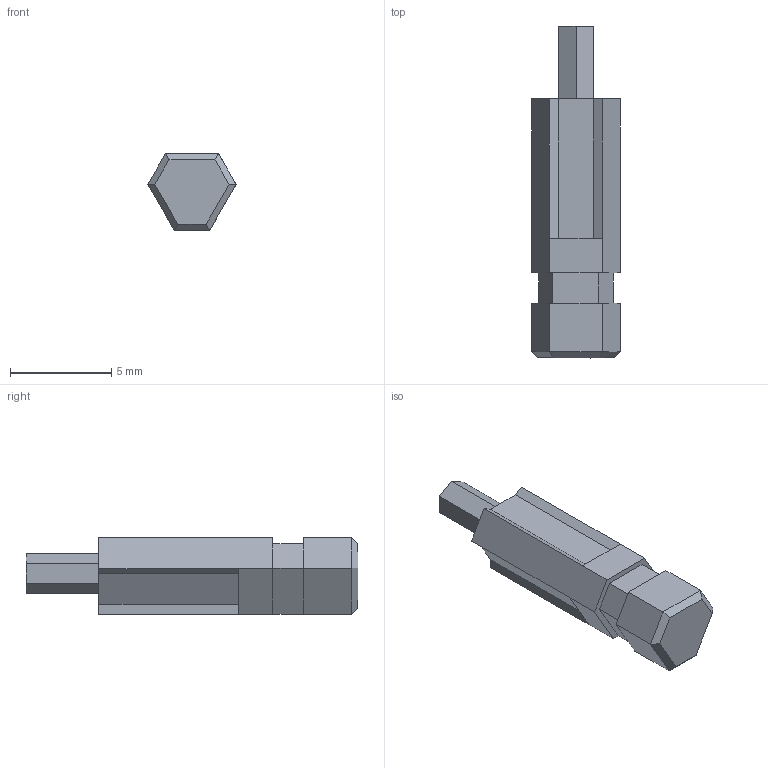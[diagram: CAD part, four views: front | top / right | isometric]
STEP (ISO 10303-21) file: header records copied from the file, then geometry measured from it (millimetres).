
FILE_DESCRIPTION(('HOOPS Exchange Step'),'2;1');
FILE_NAME('Shaft.stp','2025-02-13T11:04:13+09:00',('hayashi'),('Unknown organisation'),'HOOPS Exchange 2023.2','HOOPS Exchange','Unknown authorisation');
FILE_SCHEMA( ('AP203_CONFIGURATION_CONTROLLED_3D_DESIGN_OF_MECHANICAL_PARTS_AND_ASSEMBLIES_MIM_LF') );
Length unit declared in the file: millimetre
Products named in the file (1): Solid 1929
Bounding box: 4.37 x 16.4 x 3.79 mm (x, y, z)
Volume: 148.6 mm3; surface area: 217.5 mm2
Topology: 1 solids, 1 shells, 45 faces, 114 edges, 72 vertices
Faces by surface type: plane 45
Entity records: 1305 total; most frequent: CARTESIAN_POINT 256, ORIENTED_EDGE 228, DIRECTION 182, EDGE_CURVE 114, VECTOR 90, LINE 90, VERTEX_POINT 72, AXIS2_PLACEMENT_3D 46
